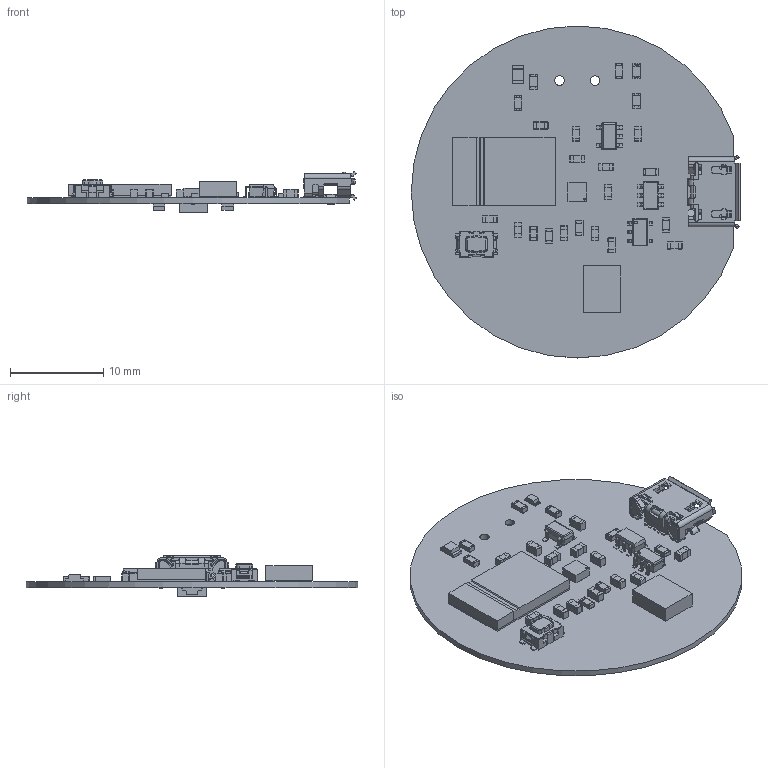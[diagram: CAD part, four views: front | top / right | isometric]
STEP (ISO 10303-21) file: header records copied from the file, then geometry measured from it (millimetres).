
FILE_DESCRIPTION(('Open CASCADE Model'),'2;1');
FILE_NAME('Open CASCADE Shape Model','2023-04-12T21:56:36',('Author'),( 'Open CASCADE'),'Open CASCADE STEP processor 7.5','Open CASCADE 7.5' ,'Unknown');
FILE_SCHEMA(('AUTOMOTIVE_DESIGN { 1 0 10303 214 1 1 1 1 }'));
Length unit declared in the file: millimetre
Products named in the file (65): PCB; Board; Open CASCADE STEP translator 7.5 1.1.1; R8; 6364254912; C13; 6364240832; C12; 6364247072; R6; 6364242912; R7; LED4; 6364251792; C11; 6364249232; C10; 6364248112; C9; 6364251632; C8; 6364251312; U2; 6364246272; LED3; 6364250592; J3; 6364241952; U6; 6364256832; C7; 6364249392; R5; 6364245392; R4; U5; 6407114464; Extruded; C4; C5 ...
Assembly tree (73 placements, depth 4):
  PCB
    Board
      Open CASCADE STEP translator 7.5 1.1.1
    R8
      6364254912
    C13
      6364240832
    C12
      6364247072
    R6
      6364242912
    R7
      6364242912
    LED4
      6364251792
    C11
      6364249232
    C10
      6364248112
    C9
      6364251632
    C8
      6364251312
    U2
      6364246272
    LED3
      6364250592
    J3
      6364241952
    U6
      6364256832
    C7
      6364249392
    R5
      6364245392
    R4
      6364245392
    U5
      6407114464
        Extruded
    C4
      6364247072
    C5
      6364250512
    C6
      6364250512
    C3
      6364250512
    S1
      6364253312
        TL6330AF200Q--3DModel-STEP-520916
    J1
      6364244432
        10118193-0001LF
    R3
      6364250752
    C2
      6364250512
    U1
      6364251552
Bounding box: 35.28 x 35.56 x 4.48 mm (x, y, z)
Volume: 870.5 mm3; surface area: 3289.7 mm2
Topology: 243 solids, 243 shells, 3225 faces, 7579 edges, 4748 vertices
Faces by surface type: plane 2457, cylinder 632, sphere 112, bspline 14, cone 8, torus 2
Full cylindrical faces by diameter (mm): 1.02 x2
Entity records: 81362 total; most frequent: CARTESIAN_POINT 14163, DIRECTION 13298, ORIENTED_EDGE 13074, EDGE_CURVE 6537, LINE 5420, VECTOR 5420, VERTEX_POINT 4168, AXIS2_PLACEMENT_3D 3939
